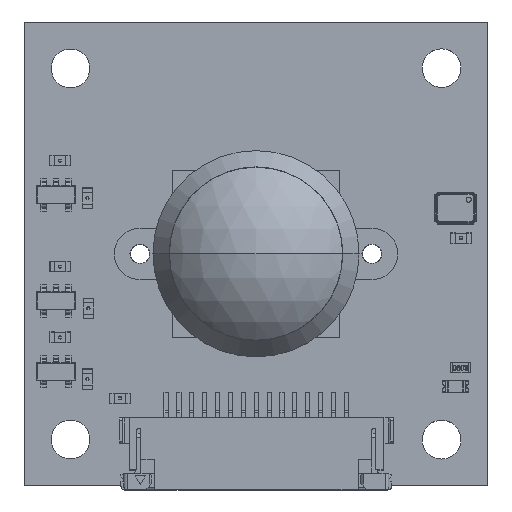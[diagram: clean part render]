
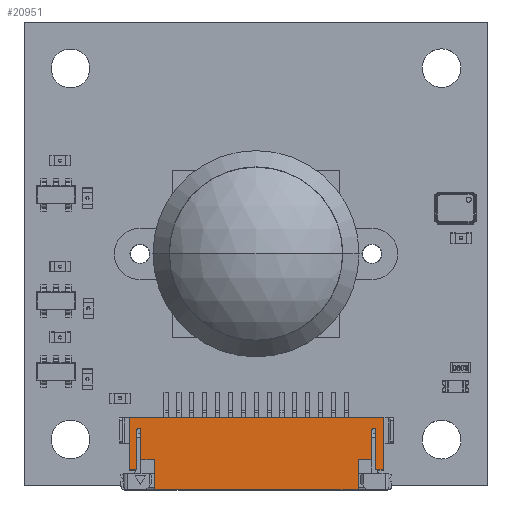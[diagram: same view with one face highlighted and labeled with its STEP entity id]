
A CAD part, top view. The second image highlights one B-rep face of the part: STEP entity #20951.
In plain terms, the highlighted planar face has unit normal (0, 0, 1).
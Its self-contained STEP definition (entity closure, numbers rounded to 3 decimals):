
#242 = CIRCLE ( 'NONE', #31471, 0.15 ) ;
#1430 = CARTESIAN_POINT ( 'NONE',  ( -9.83, -12.722, 2.76 ) ) ;
#2062 = EDGE_CURVE ( 'NONE', #93636, #115604, #101172, .T. ) ;
#2344 = EDGE_CURVE ( 'NONE', #72883, #45836, #96027, .T. ) ;
#3273 = DIRECTION ( 'NONE',  ( 0., 1., 0. ) ) ;
#3472 = VERTEX_POINT ( 'NONE', #91763 ) ;
#3584 = LINE ( 'NONE', #51169, #21289 ) ;
#3921 = EDGE_CURVE ( 'NONE', #12075, #80378, #62353, .T. ) ;
#7115 = DIRECTION ( 'NONE',  ( 0., -1., 0. ) ) ;
#7355 = AXIS2_PLACEMENT_3D ( 'NONE', #1430, #9407, #57032 ) ;
#8209 = EDGE_CURVE ( 'NONE', #45836, #19685, #51824, .T. ) ;
#9253 = ORIENTED_EDGE ( 'NONE', *, *, #2062, .F. ) ;
#9407 = DIRECTION ( 'NONE',  ( 0., 0., 1. ) ) ;
#10264 = ORIENTED_EDGE ( 'NONE', *, *, #92777, .F. ) ;
#11337 = CARTESIAN_POINT ( 'NONE',  ( -9.105, -13.672, 2.76 ) ) ;
#12075 = VERTEX_POINT ( 'NONE', #37648 ) ;
#12307 = ORIENTED_EDGE ( 'NONE', *, *, #8209, .F. ) ;
#12814 = VECTOR ( 'NONE', #66174, 1000. ) ;
#13466 = CARTESIAN_POINT ( 'NONE',  ( 7.92, -18.322, 2.76 ) ) ;
#14028 = LINE ( 'NONE', #68896, #76095 ) ;
#14118 = VERTEX_POINT ( 'NONE', #103532 ) ;
#17006 = CARTESIAN_POINT ( 'NONE',  ( -9.255, -13.672, 2.76 ) ) ;
#17100 = ORIENTED_EDGE ( 'NONE', *, *, #62552, .F. ) ;
#17303 = CARTESIAN_POINT ( 'NONE',  ( -9.255, -13.672, 2.76 ) ) ;
#17357 = ORIENTED_EDGE ( 'NONE', *, *, #46982, .F. ) ;
#19450 = ORIENTED_EDGE ( 'NONE', *, *, #96611, .F. ) ;
#19685 = VERTEX_POINT ( 'NONE', #26565 ) ;
#20951 = ADVANCED_FACE ( 'NONE', ( #85633 ), #102225, .T. ) ;
#20966 = DIRECTION ( 'NONE',  ( 1., 0., 0. ) ) ;
#21244 = CARTESIAN_POINT ( 'NONE',  ( -9.83, -16.772, 2.76 ) ) ;
#21289 = VECTOR ( 'NONE', #39668, 1000. ) ;
#21475 = ORIENTED_EDGE ( 'NONE', *, *, #107598, .T. ) ;
#22412 = ORIENTED_EDGE ( 'NONE', *, *, #85935, .F. ) ;
#24213 = DIRECTION ( 'NONE',  ( 0., 1., 0. ) ) ;
#26565 = CARTESIAN_POINT ( 'NONE',  ( 8.995, -13.672, 2.76 ) ) ;
#28420 = CARTESIAN_POINT ( 'NONE',  ( -7.88, -18.322, 2.76 ) ) ;
#31471 = AXIS2_PLACEMENT_3D ( 'NONE', #11337, #48555, #85756 ) ;
#32775 = CARTESIAN_POINT ( 'NONE',  ( -9.83, -12.722, 2.76 ) ) ;
#33352 = VERTEX_POINT ( 'NONE', #13466 ) ;
#37648 = CARTESIAN_POINT ( 'NONE',  ( -9.83, -16.772, 2.76 ) ) ;
#38730 = CARTESIAN_POINT ( 'NONE',  ( 9.145, -13.672, 2.76 ) ) ;
#39148 = VECTOR ( 'NONE', #73657, 1000. ) ;
#39668 = DIRECTION ( 'NONE',  ( 0., 1., 0. ) ) ;
#39957 = VERTEX_POINT ( 'NONE', #69459 ) ;
#40747 = CARTESIAN_POINT ( 'NONE',  ( 7.92, -18.322, 2.76 ) ) ;
#42326 = VECTOR ( 'NONE', #50383, 1000. ) ;
#43894 = VERTEX_POINT ( 'NONE', #17303 ) ;
#45836 = VERTEX_POINT ( 'NONE', #69047 ) ;
#46982 = EDGE_CURVE ( 'NONE', #3472, #67146, #110376, .T. ) ;
#47104 = EDGE_CURVE ( 'NONE', #14118, #43894, #242, .T. ) ;
#48555 = DIRECTION ( 'NONE',  ( 0., 0., 1. ) ) ;
#48835 = DIRECTION ( 'NONE',  ( 0., -1., 0. ) ) ;
#49263 = VERTEX_POINT ( 'NONE', #70605 ) ;
#49444 = CARTESIAN_POINT ( 'NONE',  ( -7.88, -15.972, 2.76 ) ) ;
#49663 = CARTESIAN_POINT ( 'NONE',  ( 9.295, -16.772, 2.76 ) ) ;
#50383 = DIRECTION ( 'NONE',  ( 0., -1., 0. ) ) ;
#51169 = CARTESIAN_POINT ( 'NONE',  ( 8.995, -15.972, 2.76 ) ) ;
#51324 = VECTOR ( 'NONE', #48835, 1000. ) ;
#51824 = CIRCLE ( 'NONE', #65475, 0.15 ) ;
#51834 = ORIENTED_EDGE ( 'NONE', *, *, #114326, .T. ) ;
#55872 = LINE ( 'NONE', #28420, #12814 ) ;
#56144 = VECTOR ( 'NONE', #103662, 1000. ) ;
#56570 = CARTESIAN_POINT ( 'NONE',  ( -9.255, -16.772, 2.76 ) ) ;
#57032 = DIRECTION ( 'NONE',  ( 1., 0., 0. ) ) ;
#58095 = CARTESIAN_POINT ( 'NONE',  ( -9.83, -12.722, 2.76 ) ) ;
#58751 = LINE ( 'NONE', #86811, #105065 ) ;
#60761 = EDGE_CURVE ( 'NONE', #49263, #39957, #115476, .T. ) ;
#61583 = DIRECTION ( 'NONE',  ( 0., 1., 0. ) ) ;
#62353 = LINE ( 'NONE', #21244, #56144 ) ;
#62552 = EDGE_CURVE ( 'NONE', #67146, #72883, #73857, .T. ) ;
#63445 = ORIENTED_EDGE ( 'NONE', *, *, #64479, .F. ) ;
#64479 = EDGE_CURVE ( 'NONE', #49263, #95511, #58751, .T. ) ;
#65475 = AXIS2_PLACEMENT_3D ( 'NONE', #38730, #104587, #20966 ) ;
#66174 = DIRECTION ( 'NONE',  ( 1., 0., 0. ) ) ;
#66587 = LINE ( 'NONE', #58095, #96233 ) ;
#67146 = VERTEX_POINT ( 'NONE', #76118 ) ;
#68896 = CARTESIAN_POINT ( 'NONE',  ( -8.955, -15.972, 2.76 ) ) ;
#69047 = CARTESIAN_POINT ( 'NONE',  ( 9.295, -13.672, 2.76 ) ) ;
#69459 = CARTESIAN_POINT ( 'NONE',  ( -7.88, -18.322, 2.76 ) ) ;
#69679 = DIRECTION ( 'NONE',  ( -1., 0., 0. ) ) ;
#70605 = CARTESIAN_POINT ( 'NONE',  ( -7.88, -15.972, 2.76 ) ) ;
#72883 = VERTEX_POINT ( 'NONE', #104684 ) ;
#73657 = DIRECTION ( 'NONE',  ( -1., 0., 0. ) ) ;
#73857 = LINE ( 'NONE', #103162, #76887 ) ;
#74693 = EDGE_CURVE ( 'NONE', #39957, #33352, #55872, .T. ) ;
#76095 = VECTOR ( 'NONE', #61583, 1000. ) ;
#76118 = CARTESIAN_POINT ( 'NONE',  ( 9.87, -16.772, 2.76 ) ) ;
#76172 = ORIENTED_EDGE ( 'NONE', *, *, #2344, .F. ) ;
#76887 = VECTOR ( 'NONE', #111224, 1000. ) ;
#77210 = CARTESIAN_POINT ( 'NONE',  ( -9.83, -12.722, 2.76 ) ) ;
#78840 = ORIENTED_EDGE ( 'NONE', *, *, #74693, .T. ) ;
#80378 = VERTEX_POINT ( 'NONE', #56570 ) ;
#82799 = CARTESIAN_POINT ( 'NONE',  ( 8.995, -15.972, 2.76 ) ) ;
#82833 = DIRECTION ( 'NONE',  ( 0., -1., 0. ) ) ;
#83657 = ORIENTED_EDGE ( 'NONE', *, *, #3921, .T. ) ;
#84003 = VECTOR ( 'NONE', #7115, 1000. ) ;
#85633 = FACE_OUTER_BOUND ( 'NONE', #94834, .T. ) ;
#85756 = DIRECTION ( 'NONE',  ( 1., 0., 0. ) ) ;
#85935 = EDGE_CURVE ( 'NONE', #43894, #80378, #100592, .T. ) ;
#86207 = VERTEX_POINT ( 'NONE', #32775 ) ;
#86253 = VECTOR ( 'NONE', #82833, 1000. ) ;
#86811 = CARTESIAN_POINT ( 'NONE',  ( -7.88, -15.972, 2.76 ) ) ;
#88898 = CARTESIAN_POINT ( 'NONE',  ( 8.995, -15.972, 2.76 ) ) ;
#91763 = CARTESIAN_POINT ( 'NONE',  ( 9.87, -12.722, 2.76 ) ) ;
#92019 = EDGE_CURVE ( 'NONE', #93636, #19685, #3584, .T. ) ;
#92777 = EDGE_CURVE ( 'NONE', #95511, #14118, #14028, .T. ) ;
#93636 = VERTEX_POINT ( 'NONE', #88898 ) ;
#94834 = EDGE_LOOP ( 'NONE', ( #116594, #12307, #76172, #17100, #17357, #19450, #51834, #83657, #22412, #95744, #10264, #63445, #120019, #78840, #21475, #9253 ) ) ;
#95511 = VERTEX_POINT ( 'NONE', #113833 ) ;
#95744 = ORIENTED_EDGE ( 'NONE', *, *, #47104, .F. ) ;
#96027 = LINE ( 'NONE', #49663, #107269 ) ;
#96233 = VECTOR ( 'NONE', #103872, 1000. ) ;
#96611 = EDGE_CURVE ( 'NONE', #86207, #3472, #66587, .T. ) ;
#99248 = VECTOR ( 'NONE', #24213, 1000. ) ;
#100592 = LINE ( 'NONE', #17006, #86253 ) ;
#101172 = LINE ( 'NONE', #82799, #39148 ) ;
#102225 = PLANE ( 'NONE',  #7355 ) ;
#103162 = CARTESIAN_POINT ( 'NONE',  ( 9.87, -16.772, 2.76 ) ) ;
#103532 = CARTESIAN_POINT ( 'NONE',  ( -8.955, -13.672, 2.76 ) ) ;
#103662 = DIRECTION ( 'NONE',  ( 1., 0., 0. ) ) ;
#103872 = DIRECTION ( 'NONE',  ( 1., 0., 0. ) ) ;
#104473 = CARTESIAN_POINT ( 'NONE',  ( 7.92, -15.972, 2.76 ) ) ;
#104587 = DIRECTION ( 'NONE',  ( 0., 0., 1. ) ) ;
#104684 = CARTESIAN_POINT ( 'NONE',  ( 9.295, -16.772, 2.76 ) ) ;
#105065 = VECTOR ( 'NONE', #69679, 1000. ) ;
#107269 = VECTOR ( 'NONE', #3273, 1000. ) ;
#107598 = EDGE_CURVE ( 'NONE', #33352, #115604, #107867, .T. ) ;
#107867 = LINE ( 'NONE', #40747, #99248 ) ;
#110376 = LINE ( 'NONE', #110976, #84003 ) ;
#110976 = CARTESIAN_POINT ( 'NONE',  ( 9.87, -12.722, 2.76 ) ) ;
#111224 = DIRECTION ( 'NONE',  ( -1., 0., 0. ) ) ;
#113833 = CARTESIAN_POINT ( 'NONE',  ( -8.955, -15.972, 2.76 ) ) ;
#113969 = LINE ( 'NONE', #77210, #42326 ) ;
#114326 = EDGE_CURVE ( 'NONE', #86207, #12075, #113969, .T. ) ;
#115476 = LINE ( 'NONE', #49444, #51324 ) ;
#115604 = VERTEX_POINT ( 'NONE', #104473 ) ;
#116594 = ORIENTED_EDGE ( 'NONE', *, *, #92019, .T. ) ;
#120019 = ORIENTED_EDGE ( 'NONE', *, *, #60761, .T. ) ;
